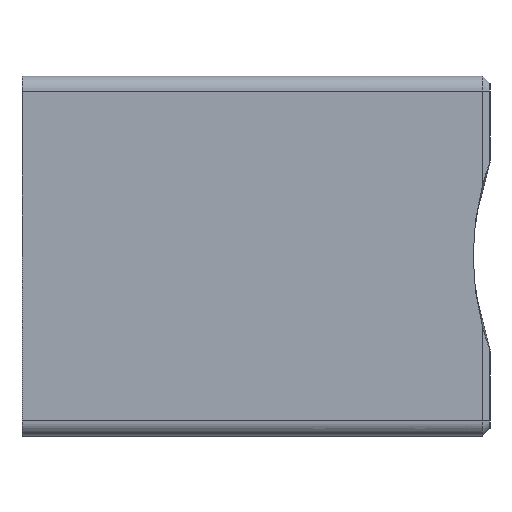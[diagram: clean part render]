
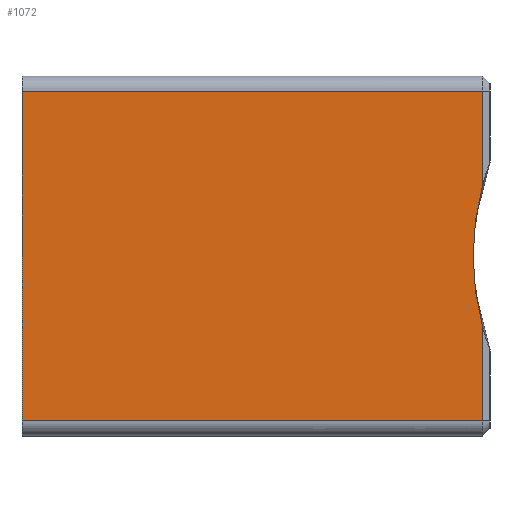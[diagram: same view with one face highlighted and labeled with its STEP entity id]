
A CAD part, left-side view. The second image highlights one B-rep face of the part: STEP entity #1072.
In plain terms, the highlighted planar face has unit normal (-1, 0, 0).
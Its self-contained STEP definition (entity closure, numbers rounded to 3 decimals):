
#30=PLANE('',#1158);
#82=FACE_OUTER_BOUND('',#144,.T.);
#144=EDGE_LOOP('',(#784,#785,#786,#787,#788,#789));
#220=LINE('',#1627,#351);
#221=LINE('',#1629,#352);
#222=LINE('',#1631,#353);
#223=LINE('',#1633,#354);
#224=LINE('',#1634,#355);
#351=VECTOR('',#1285,10.);
#352=VECTOR('',#1286,10.);
#353=VECTOR('',#1287,10.);
#354=VECTOR('',#1288,10.);
#355=VECTOR('',#1289,10.);
#470=CIRCLE('',#1155,18.);
#502=VERTEX_POINT('',#1606);
#506=VERTEX_POINT('',#1614);
#511=VERTEX_POINT('',#1626);
#512=VERTEX_POINT('',#1628);
#513=VERTEX_POINT('',#1630);
#514=VERTEX_POINT('',#1632);
#613=EDGE_CURVE('',#502,#506,#470,.T.);
#618=EDGE_CURVE('',#511,#506,#220,.T.);
#619=EDGE_CURVE('',#512,#511,#221,.T.);
#620=EDGE_CURVE('',#513,#512,#222,.T.);
#621=EDGE_CURVE('',#514,#513,#223,.T.);
#622=EDGE_CURVE('',#502,#514,#224,.T.);
#784=ORIENTED_EDGE('',*,*,#613,.T.);
#785=ORIENTED_EDGE('',*,*,#618,.F.);
#786=ORIENTED_EDGE('',*,*,#619,.F.);
#787=ORIENTED_EDGE('',*,*,#620,.F.);
#788=ORIENTED_EDGE('',*,*,#621,.F.);
#789=ORIENTED_EDGE('',*,*,#622,.F.);
#1072=ADVANCED_FACE('',(#82),#30,.T.);
#1155=AXIS2_PLACEMENT_3D('',#1616,#1275,#1276);
#1158=AXIS2_PLACEMENT_3D('',#1625,#1283,#1284);
#1275=DIRECTION('center_axis',(1.,0.,0.));
#1276=DIRECTION('ref_axis',(0.,0.,-1.));
#1283=DIRECTION('center_axis',(-1.,0.,0.));
#1284=DIRECTION('ref_axis',(0.,0.,1.));
#1285=DIRECTION('',(0.,0.,-1.));
#1286=DIRECTION('',(0.,-1.,0.));
#1287=DIRECTION('',(0.,0.,1.));
#1288=DIRECTION('',(0.,1.,0.));
#1289=DIRECTION('',(0.,0.,-1.));
#1606=CARTESIAN_POINT('',(-6.6,-9.5,-4.698));
#1614=CARTESIAN_POINT('',(-6.6,-9.5,4.698));
#1616=CARTESIAN_POINT('Origin',(-6.6,-26.876,0.));
#1625=CARTESIAN_POINT('Origin',(-6.6,0.,-12.));
#1626=CARTESIAN_POINT('',(-6.6,-9.5,11.));
#1627=CARTESIAN_POINT('',(-6.6,-9.5,-2.));
#1628=CARTESIAN_POINT('',(-6.6,21.2,11.));
#1629=CARTESIAN_POINT('',(-6.6,0.,11.));
#1630=CARTESIAN_POINT('',(-6.6,21.2,-11.));
#1631=CARTESIAN_POINT('',(-6.6,21.2,12.));
#1632=CARTESIAN_POINT('',(-6.6,-9.5,-11.));
#1633=CARTESIAN_POINT('',(-6.6,0.,-11.));
#1634=CARTESIAN_POINT('',(-6.6,-9.5,-2.));
